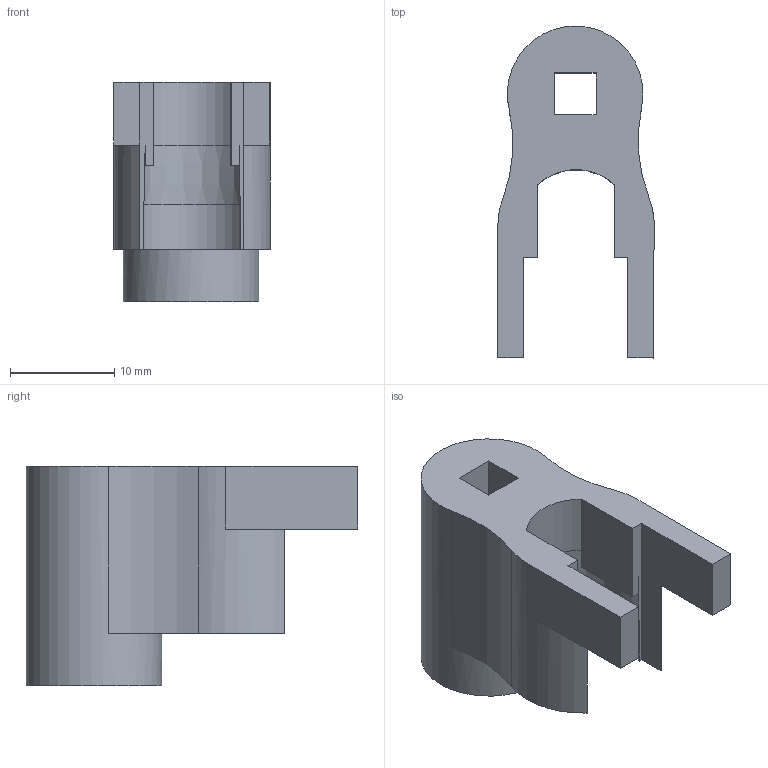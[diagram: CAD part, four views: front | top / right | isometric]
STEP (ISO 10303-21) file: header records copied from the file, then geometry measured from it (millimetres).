
FILE_DESCRIPTION(/* description */ (''),/* implementation_level */ '2;1');
FILE_NAME(/* name */ 'Jet Base.step',/* time_stamp */ '2023-07-30T19:08:55+08:00',/* author */ (''),/* organization */ (''),/* preprocessor_version */ 'ST-DEVELOPER v19.2',/* originating_system */ 'Autodesk Translation Framework v11.17.0.187',/* authorisation */ '');
FILE_SCHEMA (('AUTOMOTIVE_DESIGN { 1 0 10303 214 3 1 1 }'));
Length unit declared in the file: millimetre
Products named in the file (1): Jet Base
Bounding box: 15.02 x 31.8 x 21 mm (x, y, z)
Volume: 3866.4 mm3; surface area: 2750.2 mm2
Topology: 1 solids, 1 shells, 38 faces, 103 edges, 68 vertices
Faces by surface type: plane 28, cylinder 9, cone 1
Full cylindrical faces by diameter (mm): 13 x1
Entity records: 1234 total; most frequent: CARTESIAN_POINT 216, ORIENTED_EDGE 206, DIRECTION 200, EDGE_CURVE 103, LINE 78, VECTOR 78, VERTEX_POINT 68, AXIS2_PLACEMENT_3D 61
